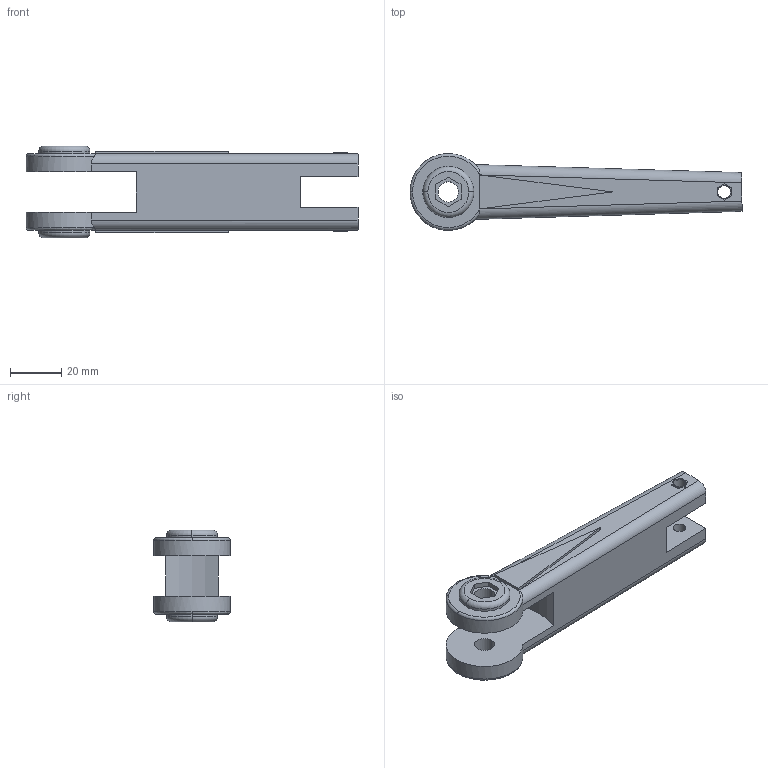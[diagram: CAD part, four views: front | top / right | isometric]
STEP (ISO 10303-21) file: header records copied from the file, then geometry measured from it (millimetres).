
FILE_DESCRIPTION (( 'STEP AP203' ), '1' );
FILE_NAME ('link 3_Default_sldprt.STEP', '2023-05-20T18:28:00', ( '' ), ( '' ), 'SwSTEP 2.0', 'SolidWorks 2020', '' );
FILE_SCHEMA (( 'CONFIG_CONTROL_DESIGN' ));
Length unit declared in the file: millimetre
Products named in the file (1): link 3_Default_sldprt
Bounding box: 130 x 29.91 x 36 mm (x, y, z)
Volume: 55235.7 mm3; surface area: 15138.7 mm2
Topology: 1 solids, 1 shells, 78 faces, 194 edges, 124 vertices
Faces by surface type: plane 51, cylinder 19, torus 8
Entity records: 2461 total; most frequent: CARTESIAN_POINT 497, ORIENTED_EDGE 388, DIRECTION 386, EDGE_CURVE 194, VECTOR 136, LINE 136, AXIS2_PLACEMENT_3D 125, VERTEX_POINT 124
